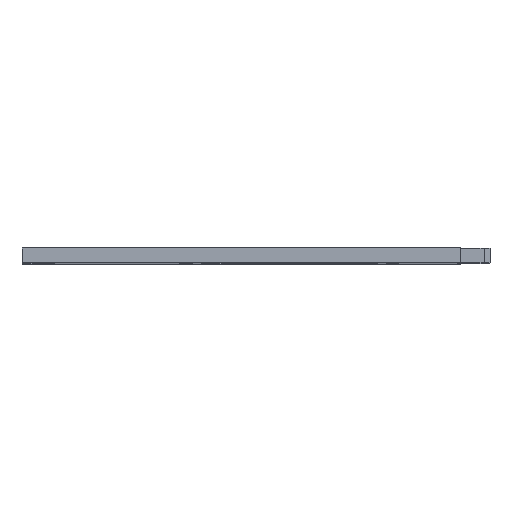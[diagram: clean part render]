
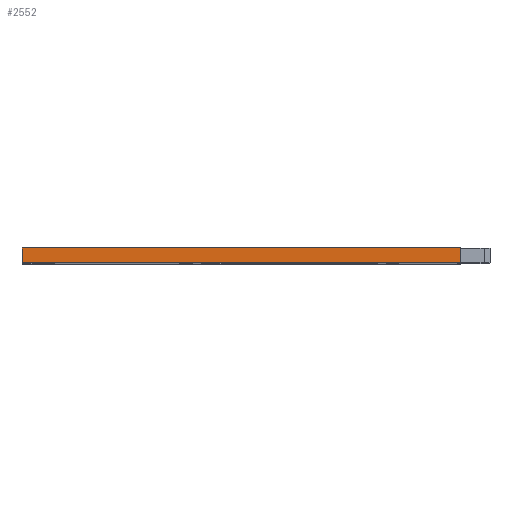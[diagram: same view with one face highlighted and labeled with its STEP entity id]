
A CAD part, top view. The second image highlights one B-rep face of the part: STEP entity #2552.
In plain terms, the highlighted planar face has unit normal (0, 0, 1).
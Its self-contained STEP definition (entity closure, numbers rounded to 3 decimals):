
#32 = CARTESIAN_POINT ( 'NONE',  ( 148.5, 5., 0. ) ) ;
#184 = VECTOR ( 'NONE', #386, 1000. ) ;
#372 = VECTOR ( 'NONE', #1107, 1000. ) ;
#386 = DIRECTION ( 'NONE',  ( 1., 0., 0. ) ) ;
#598 = VECTOR ( 'NONE', #1334, 1000. ) ;
#681 = CARTESIAN_POINT ( 'NONE',  ( 0., 5., 0. ) ) ;
#806 = EDGE_LOOP ( 'NONE', ( #1428, #1493, #1119, #1313 ) ) ;
#1066 = CARTESIAN_POINT ( 'NONE',  ( 0., 5., 0. ) ) ;
#1107 = DIRECTION ( 'NONE',  ( 0., -1., 0. ) ) ;
#1119 = ORIENTED_EDGE ( 'NONE', *, *, #2403, .F. ) ;
#1132 = EDGE_CURVE ( 'NONE', #2038, #1260, #1405, .T. ) ;
#1136 = LINE ( 'NONE', #32, #598 ) ;
#1260 = VERTEX_POINT ( 'NONE', #2073 ) ;
#1313 = ORIENTED_EDGE ( 'NONE', *, *, #1132, .T. ) ;
#1318 = EDGE_CURVE ( 'NONE', #2157, #2496, #1136, .T. ) ;
#1319 = LINE ( 'NONE', #2427, #184 ) ;
#1334 = DIRECTION ( 'NONE',  ( 0., -1., 0. ) ) ;
#1405 = LINE ( 'NONE', #681, #372 ) ;
#1428 = ORIENTED_EDGE ( 'NONE', *, *, #2321, .T. ) ;
#1461 = CARTESIAN_POINT ( 'NONE',  ( 148.5, 0., 0. ) ) ;
#1462 = VECTOR ( 'NONE', #2680, 1000. ) ;
#1493 = ORIENTED_EDGE ( 'NONE', *, *, #1318, .F. ) ;
#1523 = AXIS2_PLACEMENT_3D ( 'NONE', #1066, #2566, #2126 ) ;
#1696 = CARTESIAN_POINT ( 'NONE',  ( 148.5, 5., 0. ) ) ;
#1764 = CARTESIAN_POINT ( 'NONE',  ( 0., 5., 0. ) ) ;
#2038 = VERTEX_POINT ( 'NONE', #1764 ) ;
#2073 = CARTESIAN_POINT ( 'NONE',  ( 0., 0., 0. ) ) ;
#2114 = PLANE ( 'NONE',  #1523 ) ;
#2126 = DIRECTION ( 'NONE',  ( -1., 0., 0. ) ) ;
#2157 = VERTEX_POINT ( 'NONE', #1696 ) ;
#2242 = LINE ( 'NONE', #2258, #1462 ) ;
#2258 = CARTESIAN_POINT ( 'NONE',  ( 0., 5., 0. ) ) ;
#2321 = EDGE_CURVE ( 'NONE', #1260, #2496, #1319, .T. ) ;
#2403 = EDGE_CURVE ( 'NONE', #2038, #2157, #2242, .T. ) ;
#2427 = CARTESIAN_POINT ( 'NONE',  ( 0., 0., 0. ) ) ;
#2496 = VERTEX_POINT ( 'NONE', #1461 ) ;
#2552 = ADVANCED_FACE ( 'NONE', ( #2705 ), #2114, .F. ) ;
#2566 = DIRECTION ( 'NONE',  ( 0., 0., -1. ) ) ;
#2680 = DIRECTION ( 'NONE',  ( 1., 0., 0. ) ) ;
#2705 = FACE_OUTER_BOUND ( 'NONE', #806, .T. ) ;
